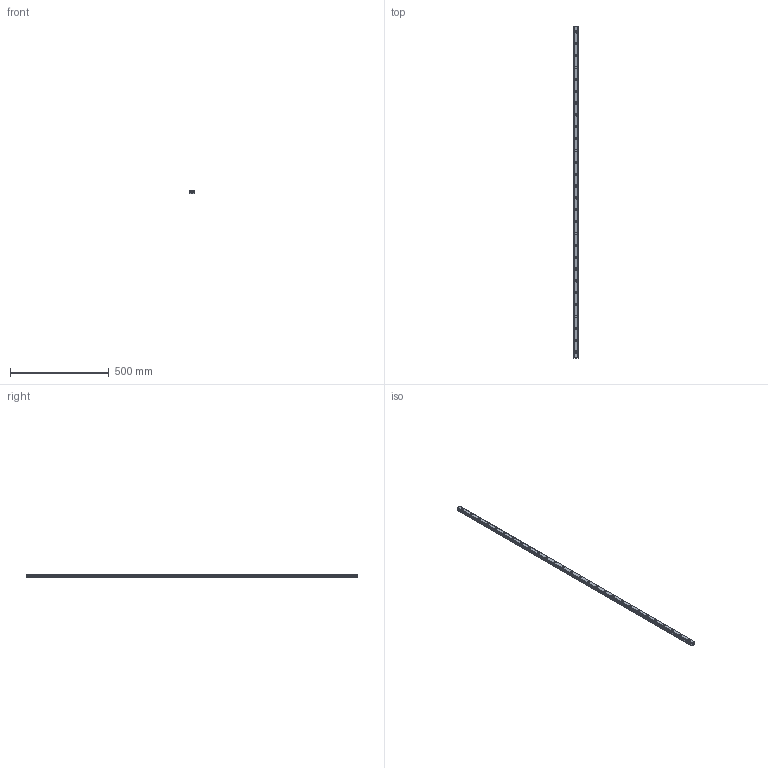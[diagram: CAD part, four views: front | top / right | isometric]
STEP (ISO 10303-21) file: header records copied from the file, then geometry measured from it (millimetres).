
FILE_DESCRIPTION(('STEP AP214'),'1');
FILE_NAME('cctmp_9DFFDCC5-7A38-47D9-8A2E-46EA96BD2F08_2021_02_09_17_26_25_0285..stp','2021-02-09T16:26:25',('HIWIN GmbH'),('CADClick - www.CADClick.com'),'Spatial InterOp 3D',' ','unknown authorization');
FILE_SCHEMA(('AUTOMOTIVE_DESIGN'));
Length unit declared in the file: millimetre
Products named in the file (1): EGR25R1680C_FILE
Bounding box: 23 x 1680 x 18 mm (x, y, z)
Volume: 577818.1 mm3; surface area: 156425.1 mm2
Topology: 1 solids, 1 shells, 441 faces, 1137 edges, 758 vertices
Faces by surface type: plane 253, cylinder 188
Entity records: 17283 total; most frequent: DIRECTION 2621, CARTESIAN_POINT 2337, ORIENTED_EDGE 2274, EDGE_CURVE 1137, AXIS2_PLACEMENT_3D 1042, VERTEX_POINT 758, LINE 537, VECTOR 537
